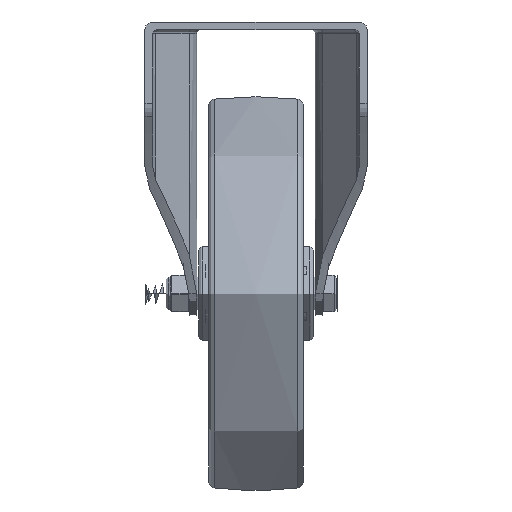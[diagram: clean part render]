
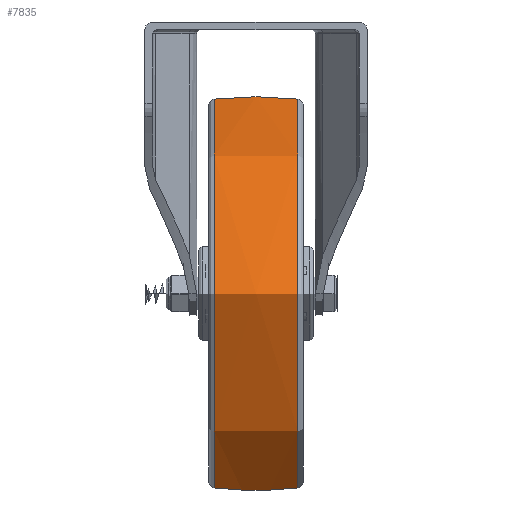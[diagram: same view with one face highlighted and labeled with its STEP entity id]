
A CAD part, left-side view. The second image highlights one B-rep face of the part: STEP entity #7835.
In plain terms, the highlighted free-form (B-spline) face has degree [2, 2] with [3, 9] control points.
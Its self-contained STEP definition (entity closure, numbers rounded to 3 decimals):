
#45=(
BOUNDED_SURFACE()
B_SPLINE_SURFACE(2,2,((#12468,#12469,#12470,#12471,#12472,#12473,#12474,
#12475,#12476),(#12477,#12478,#12479,#12480,#12481,#12482,#12483,#12484,
#12485),(#12486,#12487,#12488,#12489,#12490,#12491,#12492,#12493,#12494)),
 .UNSPECIFIED.,.F.,.T.,.F.)
B_SPLINE_SURFACE_WITH_KNOTS((3,3),(3,2,2,2,3),(-0.111,0.111),
(-3.142,-1.571,0.,1.571,3.142),
 .UNSPECIFIED.)
GEOMETRIC_REPRESENTATION_ITEM()
RATIONAL_B_SPLINE_SURFACE(((1.,0.707,1.,0.707,1.,
0.707,1.,0.707,1.),(0.994,0.703,
0.994,0.703,0.994,0.703,
0.994,0.703,0.994),(1.,0.707,
1.,0.707,1.,0.707,1.,0.707,1.)))
REPRESENTATION_ITEM('')
SURFACE()
);
#889=FACE_OUTER_BOUND('',#1370,.T.);
#1370=EDGE_LOOP('',(#5893,#5894,#5895,#5896));
#2989=CIRCLE('',#8538,98.816);
#2990=CIRCLE('',#8539,192.75);
#2991=CIRCLE('',#8540,98.816);
#3468=VERTEX_POINT('',#12465);
#3469=VERTEX_POINT('',#12495);
#4346=EDGE_CURVE('',#3468,#3468,#2989,.T.);
#4347=EDGE_CURVE('',#3468,#3469,#2990,.T.);
#4348=EDGE_CURVE('',#3469,#3469,#2991,.T.);
#5893=ORIENTED_EDGE('',*,*,#4346,.F.);
#5894=ORIENTED_EDGE('',*,*,#4347,.T.);
#5895=ORIENTED_EDGE('',*,*,#4348,.T.);
#5896=ORIENTED_EDGE('',*,*,#4347,.F.);
#7835=ADVANCED_FACE('',(#889),#45,.F.);
#8538=AXIS2_PLACEMENT_3D('',#12467,#9808,#9809);
#8539=AXIS2_PLACEMENT_3D('',#12496,#9810,#9811);
#8540=AXIS2_PLACEMENT_3D('',#12497,#9812,#9813);
#9808=DIRECTION('center_axis',(0.,1.,0.));
#9809=DIRECTION('ref_axis',(0.,0.,1.));
#9810=DIRECTION('center_axis',(-1.,0.,0.));
#9811=DIRECTION('ref_axis',(0.,0.,
-1.));
#9812=DIRECTION('center_axis',(0.,1.,0.));
#9813=DIRECTION('ref_axis',(0.,0.,1.));
#12465=CARTESIAN_POINT('',(0.,21.332,-98.816));
#12467=CARTESIAN_POINT('Origin',(0.,21.332,0.));
#12468=CARTESIAN_POINT('Ctrl Pts',(0.,-21.332,-98.816));
#12469=CARTESIAN_POINT('Ctrl Pts',(-98.816,-21.332,
-98.816));
#12470=CARTESIAN_POINT('Ctrl Pts',(-98.816,-21.332,
0.));
#12471=CARTESIAN_POINT('Ctrl Pts',(-98.816,-21.332,
98.816));
#12472=CARTESIAN_POINT('Ctrl Pts',(0.,-21.332,98.816));
#12473=CARTESIAN_POINT('Ctrl Pts',(98.816,-21.332,98.816));
#12474=CARTESIAN_POINT('Ctrl Pts',(98.816,-21.332,0.));
#12475=CARTESIAN_POINT('Ctrl Pts',(98.816,-21.332,-98.816));
#12476=CARTESIAN_POINT('Ctrl Pts',(0.,-21.332,-98.816));
#12477=CARTESIAN_POINT('Ctrl Pts',(0.,0.,-101.191));
#12478=CARTESIAN_POINT('Ctrl Pts',(-101.191,0.,
-101.191));
#12479=CARTESIAN_POINT('Ctrl Pts',(-101.191,0.,
0.));
#12480=CARTESIAN_POINT('Ctrl Pts',(-101.191,0.,
101.191));
#12481=CARTESIAN_POINT('Ctrl Pts',(0.,0.,101.191));
#12482=CARTESIAN_POINT('Ctrl Pts',(101.191,0.,
101.191));
#12483=CARTESIAN_POINT('Ctrl Pts',(101.191,0.,
0.));
#12484=CARTESIAN_POINT('Ctrl Pts',(101.191,0.,
-101.191));
#12485=CARTESIAN_POINT('Ctrl Pts',(0.,0.,-101.191));
#12486=CARTESIAN_POINT('Ctrl Pts',(0.,21.332,-98.816));
#12487=CARTESIAN_POINT('Ctrl Pts',(-98.816,21.332,-98.816));
#12488=CARTESIAN_POINT('Ctrl Pts',(-98.816,21.332,0.));
#12489=CARTESIAN_POINT('Ctrl Pts',(-98.816,21.332,98.816));
#12490=CARTESIAN_POINT('Ctrl Pts',(0.,21.332,98.816));
#12491=CARTESIAN_POINT('Ctrl Pts',(98.816,21.332,98.816));
#12492=CARTESIAN_POINT('Ctrl Pts',(98.816,21.332,0.));
#12493=CARTESIAN_POINT('Ctrl Pts',(98.816,21.332,-98.816));
#12494=CARTESIAN_POINT('Ctrl Pts',(0.,21.332,-98.816));
#12495=CARTESIAN_POINT('',(0.,-21.332,-98.816));
#12496=CARTESIAN_POINT('Origin',(0.,0.,
92.75));
#12497=CARTESIAN_POINT('Origin',(0.,-21.332,0.));
